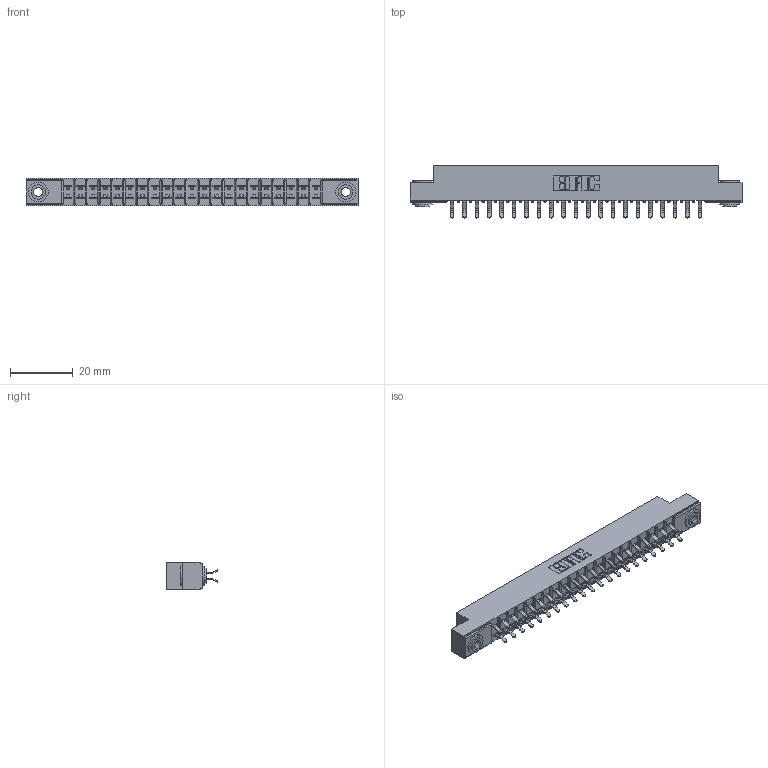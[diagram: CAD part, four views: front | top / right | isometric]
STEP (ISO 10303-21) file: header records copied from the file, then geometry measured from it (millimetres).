
FILE_DESCRIPTION (( 'STEP AP203' ), '1' );
FILE_NAME ('315-042-556-203.STEP', '2019-09-10T17:39:08', ( '' ), ( '' ), 'SwSTEP 2.0', 'SolidWorks 2016', '' );
FILE_SCHEMA (( 'CONFIG_CONTROL_DESIGN' ));
Length unit declared in the file: inch
Products named in the file (4): 305 Part_.156 Dia; 305-290-001_556; 345-250-002_345-250-002-102; 315-042-556-203
Assembly tree (45 placements, depth 2):
  315-042-556-203
    305 Part_.156 Dia
    305-290-001_556  x42
    345-250-002_345-250-002-102  x2
Bounding box: 106.22 x 16.64 x 8.71 mm (x, y, z)
Volume: 6662.4 mm3; surface area: 12774 mm2
Topology: 45 solids, 45 shells, 2520 faces, 7211 edges, 4690 vertices
Faces by surface type: plane 1394, cylinder 1034, sphere 84, cone 8
Entity records: 26581 total; most frequent: CARTESIAN_POINT 4382, ORIENTED_EDGE 4338, DIRECTION 4275, EDGE_CURVE 2169, VECTOR 1717, LINE 1717, VERTEX_POINT 1386, AXIS2_PLACEMENT_3D 1279
